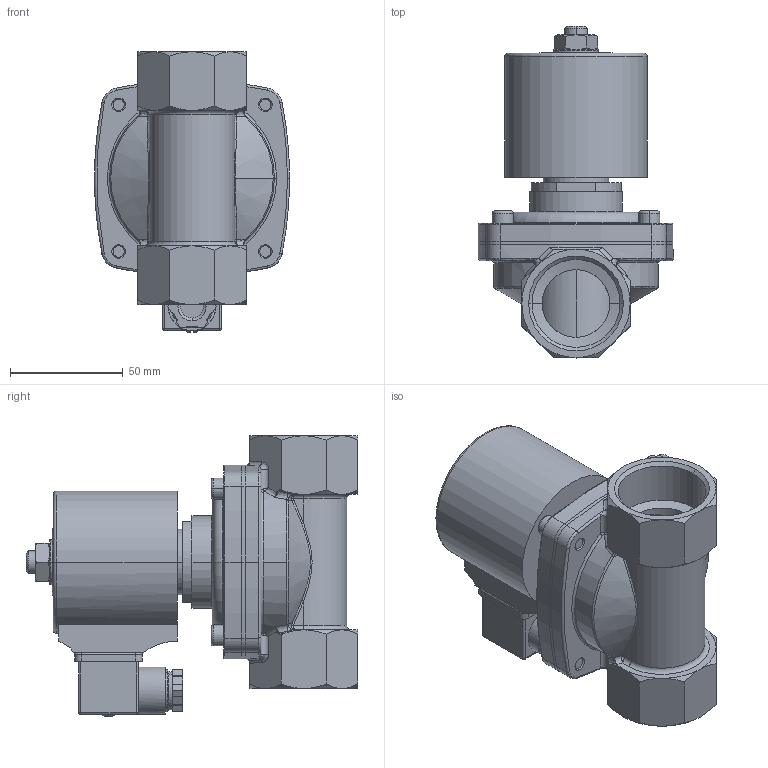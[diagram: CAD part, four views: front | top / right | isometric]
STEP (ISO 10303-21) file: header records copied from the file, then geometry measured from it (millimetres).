
FILE_DESCRIPTION (( 'STEP AP203' ), '1' );
FILE_NAME ('242 DN32.STEP', '2016-12-21T10:08:40', ( '' ), ( '' ), 'SwSTEP 2.0', 'SolidWorks 2015', '' );
FILE_SCHEMA (( 'CONFIG_CONTROL_DESIGN' ));
Length unit declared in the file: millimetre
Products named in the file (16): ENG-009323; ENG-009316; ENG-005139; ENG-009319; 242 DN32; ENG-009321; ENG-009291; ENG-009285; ENG-009309; ENG-009289; ENG-009314; ENG-009286; ENG-009264; ENG-009305; ENG-009322; ENG-009315
Assembly tree (18 placements, depth 2):
  242 DN32
    ENG-009305
    ENG-009309
    ENG-009314
    ENG-009264  x4
    ENG-009315
    ENG-009316
    ENG-009319
    ENG-009321
    ENG-009291
    ENG-009285
    ENG-009289
    ENG-009286
    ENG-009322
    ENG-009323
    ENG-005139
Bounding box: 86.5 x 147 x 124.3 mm (x, y, z)
Volume: 367771.8 mm3; surface area: 130976.9 mm2
Topology: 18 solids, 18 shells, 772 faces, 1829 edges, 1100 vertices
Faces by surface type: plane 283, cylinder 216, cone 107, torus 84, bspline 72, sphere 10
Entity records: 25293 total; most frequent: CARTESIAN_POINT 7709, DIRECTION 3356, ORIENTED_EDGE 3278, EDGE_CURVE 1639, AXIS2_PLACEMENT_3D 1333, VERTEX_POINT 1004, EDGE_LOOP 775, FACE_OUTER_BOUND 694
